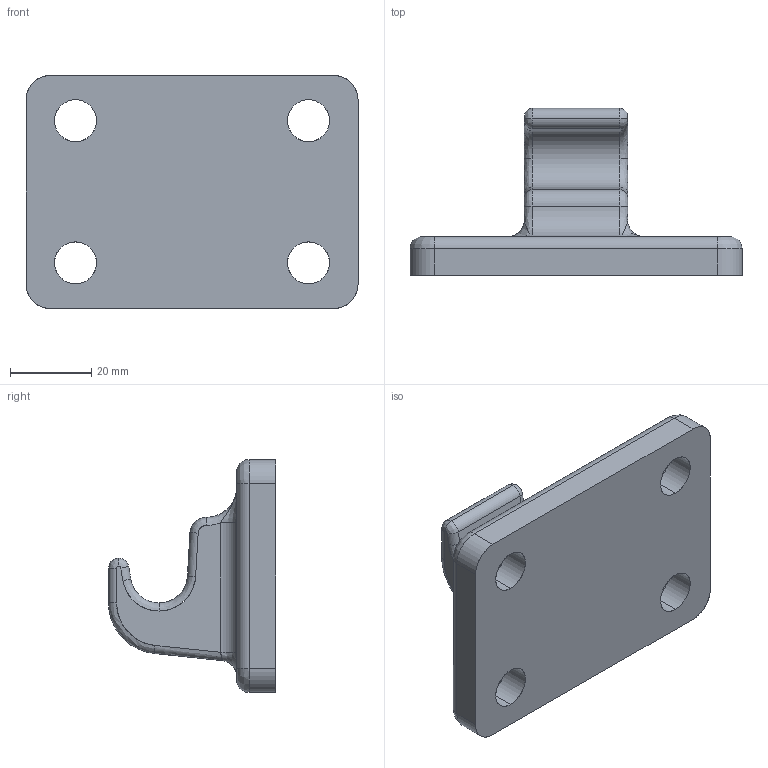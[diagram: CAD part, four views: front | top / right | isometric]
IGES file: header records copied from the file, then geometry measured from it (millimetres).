
Start section: SolidWorks IGES file using analytic representation for surfaces
Bounding box: 81.5 x 41 x 57.2 mm (x, y, z)
Surface area: 14906.1 mm2 (no closed solid volume)
Topology: 0 solids, 0 shells, 79 faces, 1024 edges, 1022 vertices
Faces by surface type: revolution 41, bspline 38
